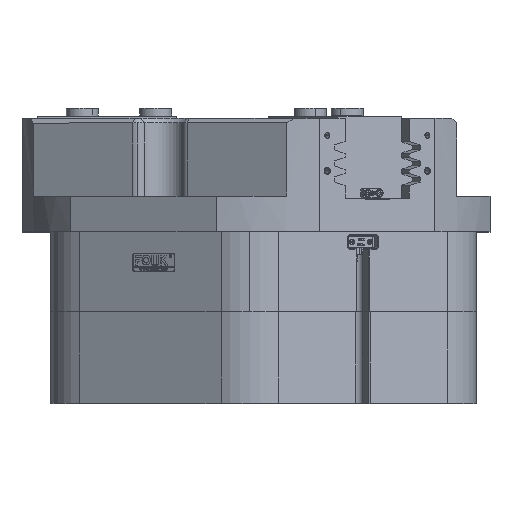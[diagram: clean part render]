
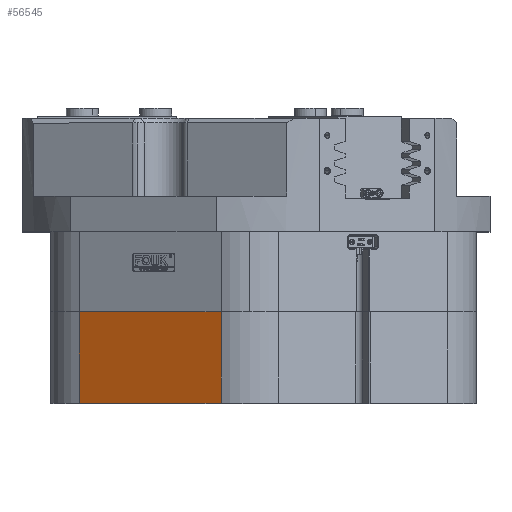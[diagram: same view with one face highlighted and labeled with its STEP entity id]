
A CAD part, top view. The second image highlights one B-rep face of the part: STEP entity #56545.
In plain terms, the highlighted face is planar.
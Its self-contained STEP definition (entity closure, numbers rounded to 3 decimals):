
#175 = VECTOR ( 'NONE', #39211, 1000. ) ;
#246 = VERTEX_POINT ( 'NONE', #10977 ) ;
#1422 = PLANE ( 'NONE',  #31962 ) ;
#3940 = VECTOR ( 'NONE', #42808, 1000. ) ;
#5903 = LINE ( 'NONE', #16715, #175 ) ;
#9632 = ORIENTED_EDGE ( 'NONE', *, *, #19176, .F. ) ;
#9710 = ORIENTED_EDGE ( 'NONE', *, *, #51812, .T. ) ;
#10972 = CARTESIAN_POINT ( 'NONE',  ( 380., 80., 0. ) ) ;
#10977 = CARTESIAN_POINT ( 'NONE',  ( 157., 80., -128.749 ) ) ;
#13201 = LINE ( 'NONE', #10972, #3940 ) ;
#14673 = VERTEX_POINT ( 'NONE', #43836 ) ;
#16715 = CARTESIAN_POINT ( 'NONE',  ( 33., 0., -200.341 ) ) ;
#19176 = EDGE_CURVE ( 'NONE', #246, #14673, #13201, .T. ) ;
#21580 = VERTEX_POINT ( 'NONE', #45492 ) ;
#30570 = DIRECTION ( 'NONE',  ( 0., -1., 0. ) ) ;
#31448 = FACE_OUTER_BOUND ( 'NONE', #38251, .T. ) ;
#31872 = ORIENTED_EDGE ( 'NONE', *, *, #41689, .T. ) ;
#31962 = AXIS2_PLACEMENT_3D ( 'NONE', #51433, #33094, #57394 ) ;
#33094 = DIRECTION ( 'NONE',  ( 0.5, 0., -0.866 ) ) ;
#35985 = ORIENTED_EDGE ( 'NONE', *, *, #58431, .T. ) ;
#36538 = VERTEX_POINT ( 'NONE', #38174 ) ;
#38174 = CARTESIAN_POINT ( 'NONE',  ( 157., 0., -128.749 ) ) ;
#38251 = EDGE_LOOP ( 'NONE', ( #9632, #9710, #31872, #35985 ) ) ;
#38759 = VECTOR ( 'NONE', #30570, 1000. ) ;
#39211 = DIRECTION ( 'NONE',  ( 0., 1., 0. ) ) ;
#41103 = LINE ( 'NONE', #48672, #50394 ) ;
#41689 = EDGE_CURVE ( 'NONE', #36538, #21580, #41103, .T. ) ;
#42808 = DIRECTION ( 'NONE',  ( -0.866, 0., -0.5 ) ) ;
#43836 = CARTESIAN_POINT ( 'NONE',  ( 33., 80., -200.341 ) ) ;
#45492 = CARTESIAN_POINT ( 'NONE',  ( 33., 0., -200.341 ) ) ;
#45927 = LINE ( 'NONE', #49336, #38759 ) ;
#48672 = CARTESIAN_POINT ( 'NONE',  ( 95., 0., -164.545 ) ) ;
#49336 = CARTESIAN_POINT ( 'NONE',  ( 157., 0., -128.749 ) ) ;
#50394 = VECTOR ( 'NONE', #52646, 1000. ) ;
#51433 = CARTESIAN_POINT ( 'NONE',  ( 380., 0., 0. ) ) ;
#51812 = EDGE_CURVE ( 'NONE', #246, #36538, #45927, .T. ) ;
#52646 = DIRECTION ( 'NONE',  ( -0.866, 0., -0.5 ) ) ;
#56545 = ADVANCED_FACE ( 'NONE', ( #31448 ), #1422, .T. ) ;
#57394 = DIRECTION ( 'NONE',  ( -0.866, 0., -0.5 ) ) ;
#58431 = EDGE_CURVE ( 'NONE', #21580, #14673, #5903, .T. ) ;
